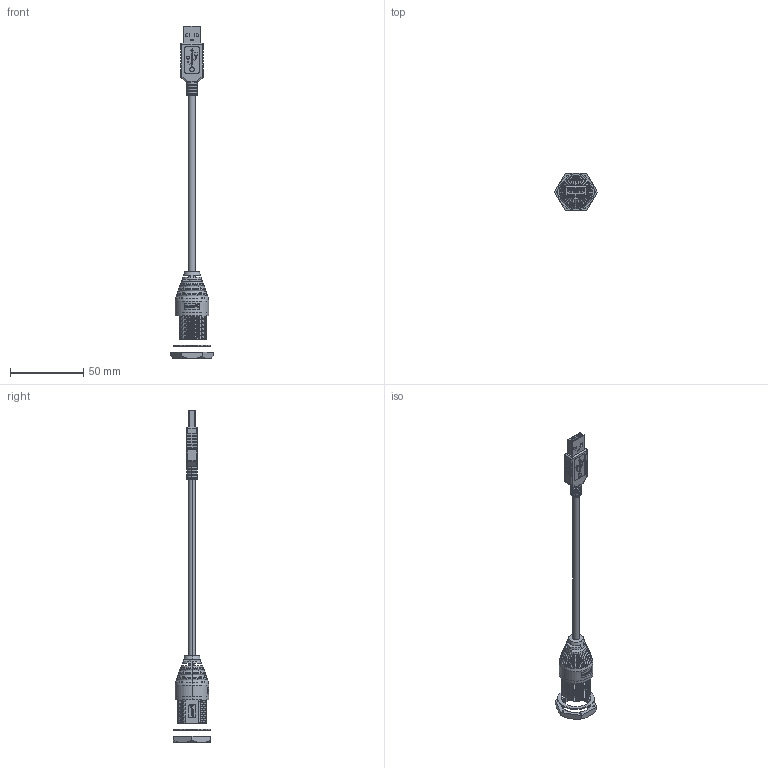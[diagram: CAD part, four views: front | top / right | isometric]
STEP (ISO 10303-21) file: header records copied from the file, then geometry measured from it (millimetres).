
FILE_DESCRIPTION (( 'STEP AP214' ), '1' );
FILE_NAME ('WPUSBBA.STEP', '2018-11-30T13:01:38', ( '' ), ( '' ), 'SwSTEP 2.0', 'SolidWorks 2017', '' );
FILE_SCHEMA (( 'AUTOMOTIVE_DESIGN' ));
Length unit declared in the file: millimetre
Products named in the file (18): 1AA05-003-MA1; 1AA05-003-MA5; 1AG01-283; 1AA05-003-MA4; MTN-974_MTN-974-USB 2.0BF TYPE; MTN-974_W. CABLE; MTN-151_NO CABLE; 1AG01-285; 1AA05-003_CRIMPED; 1AJ03-031; 1AA05-113; 1BC01-102; MTN-973; 1AA05-003-MA3; WPUSBBA; 3AB06-025_NO CABLE; 1AA05-003-MA2_CRIMPED; MTN-973_MTN-973-2-USB2.0 B F TYPE
Assembly tree (20 placements, depth 4):
  WPUSBBA
    MTN-974_MTN-974-USB 2.0BF TYPE
      MTN-973_MTN-973-2-USB2.0 B F TYPE
        MTN-973
        1AA05-113
        1AG01-285
        1BC01-102
      MTN-974_W. CABLE
    3AB06-025_NO CABLE
      1AA05-003_CRIMPED
        1AA05-003-MA1
        1AA05-003-MA2_CRIMPED
        1AA05-003-MA3
        1AA05-003-MA4  x4
        1AA05-003-MA5
      MTN-151_NO CABLE
    1AG01-283
    1AJ03-031
Bounding box: 29.33 x 25.4 x 226.94 mm (x, y, z)
Volume: 22730.4 mm3; surface area: 22202 mm2
Topology: 28 solids, 28 shells, 2085 faces, 5650 edges, 3685 vertices
Faces by surface type: plane 1318, cylinder 400, bspline 254, cone 63, torus 28, sphere 22
Entity records: 111404 total; most frequent: CARTESIAN_POINT 60377, ORIENTED_EDGE 11064, DIRECTION 9342, EDGE_CURVE 5532, VECTOR 3804, LINE 3804, VERTEX_POINT 3625, AXIS2_PLACEMENT_3D 2769
